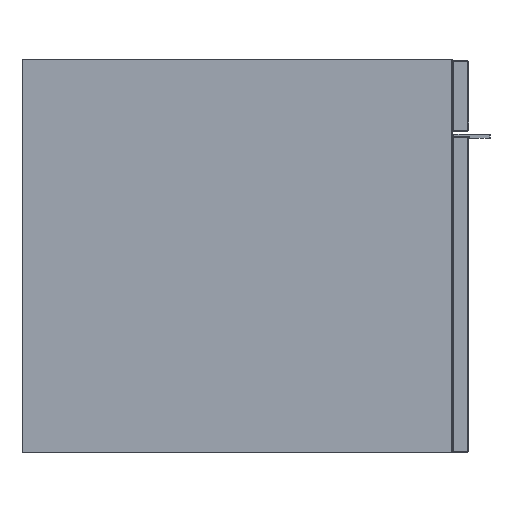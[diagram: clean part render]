
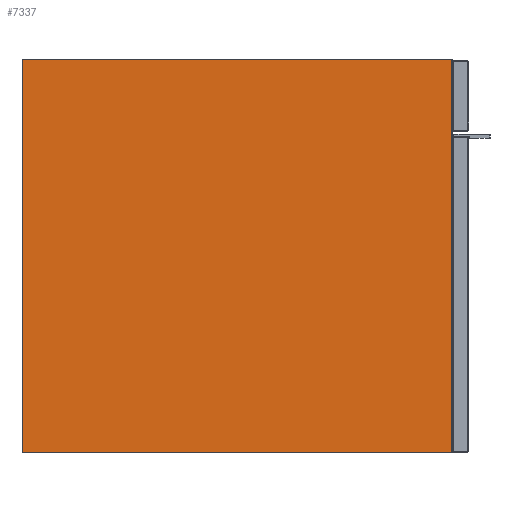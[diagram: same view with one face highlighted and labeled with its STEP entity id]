
A CAD part, left-side view. The second image highlights one B-rep face of the part: STEP entity #7337.
In plain terms, the highlighted planar face has unit normal (-1, 0, 0).
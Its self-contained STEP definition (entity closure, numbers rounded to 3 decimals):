
#6458=CARTESIAN_POINT('',(808.196,7219.039,0.));
#6459=VERTEX_POINT('',#6458);
#6466=CARTESIAN_POINT('',(808.196,7677.039,0.));
#6467=VERTEX_POINT('',#6466);
#6468=CARTESIAN_POINT('',(808.196,7219.039,0.));
#6469=DIRECTION('',(0.0,1.0,0.0));
#6470=VECTOR('',#6469,458.);
#6471=LINE('',#6468,#6470);
#6472=EDGE_CURVE('',#6459,#6467,#6471,.T.);
#6522=CARTESIAN_POINT('',(808.196,7219.039,420.0));
#6523=VERTEX_POINT('',#6522);
#6530=CARTESIAN_POINT('',(808.196,7219.039,420.0));
#6531=DIRECTION('',(0.0,0.0,-1.0));
#6532=VECTOR('',#6531,420.);
#6533=LINE('',#6530,#6532);
#6534=EDGE_CURVE('',#6523,#6459,#6533,.T.);
#7219=CARTESIAN_POINT('',(808.196,7677.039,420.0));
#7220=VERTEX_POINT('',#7219);
#7227=CARTESIAN_POINT('',(808.196,7677.039,420.0));
#7228=DIRECTION('',(0.0,-1.0,0.0));
#7229=VECTOR('',#7228,458.);
#7230=LINE('',#7227,#7229);
#7231=EDGE_CURVE('',#7220,#6523,#7230,.T.);
#7250=CARTESIAN_POINT('',(808.196,7677.039,0.));
#7251=DIRECTION('',(0.0,0.0,1.0));
#7252=VECTOR('',#7251,420.);
#7253=LINE('',#7250,#7252);
#7254=EDGE_CURVE('',#6467,#7220,#7253,.T.);
#7326=CARTESIAN_POINT('',(808.196,7448.039,420.001));
#7327=DIRECTION('',(-1.0,0.0,0.0));
#7328=DIRECTION('',(0.0,0.0,1.0));
#7329=AXIS2_PLACEMENT_3D('',#7326,#7327,#7328);
#7330=PLANE('',#7329);
#7331=ORIENTED_EDGE('',*,*,#6534,.F.);
#7332=ORIENTED_EDGE('',*,*,#7231,.F.);
#7333=ORIENTED_EDGE('',*,*,#7254,.F.);
#7334=ORIENTED_EDGE('',*,*,#6472,.F.);
#7335=EDGE_LOOP('',(#7331,#7332,#7333,#7334));
#7336=FACE_OUTER_BOUND('',#7335,.T.);
#7337=ADVANCED_FACE('',(#7336),#7330,.T.);
